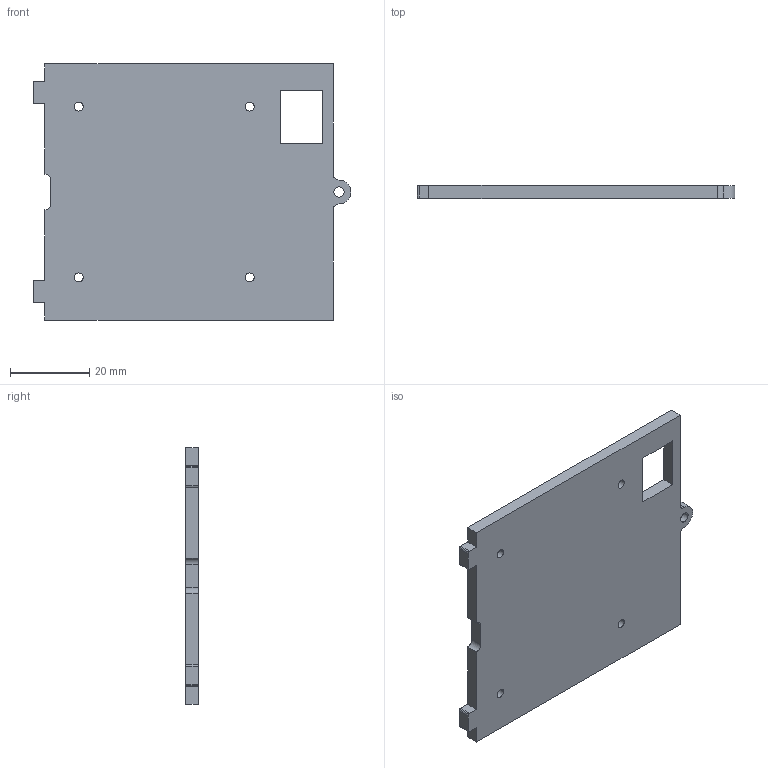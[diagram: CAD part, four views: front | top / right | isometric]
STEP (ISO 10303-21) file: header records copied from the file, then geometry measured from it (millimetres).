
FILE_DESCRIPTION(/* description */ ('Alibre Inc.'),/* implementation_level */ '2;1');
FILE_NAME(/* name */ 'export-A2F5F4D1-448F-4DF4-AA50-9AB85F4D2689',/* time_stamp */ '2025-01-17T15:17:26-07:00',/* author */ (''),/* organization */ (''),/* preprocessor_version */ 'ST-DEVELOPER v17',/* originating_system */ 'Alibre',/* authorisation */ '');
FILE_SCHEMA (('CONFIG_CONTROL_DESIGN'));
Length unit declared in the file: millimetre
Products named in the file (1): TT-CoverPlate
Bounding box: 80 x 3.17 x 64.5 mm (x, y, z)
Volume: 14467.7 mm3; surface area: 10309.7 mm2
Topology: 1 solids, 1 shells, 44 faces, 126 edges, 84 vertices
Faces by surface type: cylinder 23, plane 21
Entity records: 1454 total; most frequent: ORIENTED_EDGE 252, CARTESIAN_POINT 236, DIRECTION 203, EDGE_CURVE 126, VERTEX_POINT 84, VECTOR 80, LINE 80, AXIS2_PLACEMENT_3D 72
